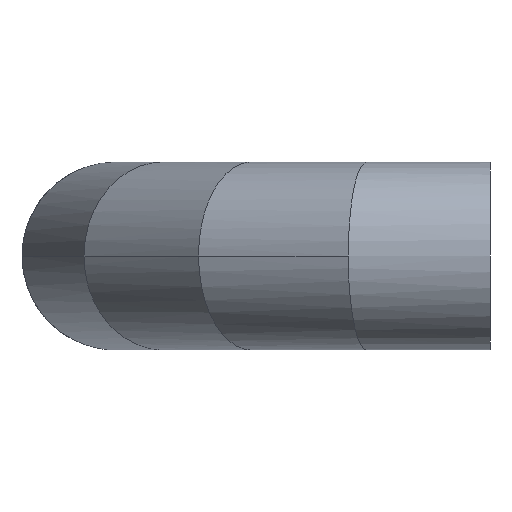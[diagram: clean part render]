
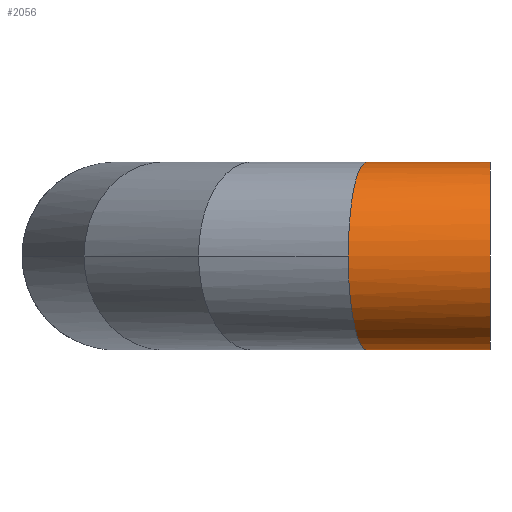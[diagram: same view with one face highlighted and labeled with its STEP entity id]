
A CAD part, left-side view. The second image highlights one B-rep face of the part: STEP entity #2056.
In plain terms, the highlighted cylindrical face has radius 80.01 mm (diameter 160.02 mm), a partial arc.
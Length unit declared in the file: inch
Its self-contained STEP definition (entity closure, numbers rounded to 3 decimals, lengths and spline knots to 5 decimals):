
#159 = ORIENTED_EDGE ( 'NONE', *, *, #2203, .F. ) ;
#165 = VERTEX_POINT ( 'NONE', #3156 ) ;
#360 = VERTEX_POINT ( 'NONE', #4635 ) ;
#399 = EDGE_CURVE ( 'NONE', #2841, #453, #3832, .T. ) ;
#453 = VERTEX_POINT ( 'NONE', #4101 ) ;
#582 = CARTESIAN_POINT ( 'NONE',  ( 0., 0., 0. ) ) ;
#596 = DIRECTION ( 'NONE',  ( 0., 1., 0. ) ) ;
#634 = DIRECTION ( 'NONE',  ( 0., 0., 1. ) ) ;
#920 = LINE ( 'NONE', #2393, #3701 ) ;
#1416 = CARTESIAN_POINT ( 'NONE',  ( 0., 4.125, 3.15 ) ) ;
#1603 = FACE_OUTER_BOUND ( 'NONE', #3104, .T. ) ;
#1693 = VERTEX_POINT ( 'NONE', #1416 ) ;
#1916 = EDGE_CURVE ( 'NONE', #165, #360, #3367, .T. ) ;
#1961 = AXIS2_PLACEMENT_3D ( 'NONE', #4657, #4674, #4711 ) ;
#1998 = CARTESIAN_POINT ( 'NONE',  ( 0., 13.03455, -3.15 ) ) ;
#2056 = ADVANCED_FACE ( 'NONE', ( #1603 ), #2468, .T. ) ;
#2120 = EDGE_CURVE ( 'NONE', #453, #1693, #3094, .T. ) ;
#2170 = DIRECTION ( 'NONE',  ( 0., -1., 0. ) ) ;
#2192 = EDGE_CURVE ( 'NONE', #2841, #165, #3806, .T. ) ;
#2194 = CARTESIAN_POINT ( 'NONE',  ( -3.15, 4.75157, -1.84523 ) ) ;
#2203 = EDGE_CURVE ( 'NONE', #1693, #360, #920, .T. ) ;
#2266 = DIRECTION ( 'NONE',  ( 0., -1., 0. ) ) ;
#2393 = CARTESIAN_POINT ( 'NONE',  ( 0., 13.03455, 3.15 ) ) ;
#2468 = CYLINDRICAL_SURFACE ( 'NONE', #1961, 3.15 ) ;
#2505 = ORIENTED_EDGE ( 'NONE', *, *, #1916, .T. ) ;
#2528 = CARTESIAN_POINT ( 'NONE',  ( 0., 4.125, 3.15 ) ) ;
#2543 = CARTESIAN_POINT ( 'NONE',  ( -1.84523, 4.49204, 3.15 ) ) ;
#2572 = CARTESIAN_POINT ( 'NONE',  ( -3.15, 4.75157, 1.84523 ) ) ;
#2670 = ORIENTED_EDGE ( 'NONE', *, *, #2192, .T. ) ;
#2719 = ORIENTED_EDGE ( 'NONE', *, *, #399, .F. ) ;
#2784 = ORIENTED_EDGE ( 'NONE', *, *, #2120, .F. ) ;
#2841 = VERTEX_POINT ( 'NONE', #3154 ) ;
#2918 = CARTESIAN_POINT ( 'NONE',  ( -3.15, 4.75157, 0. ) ) ;
#2925 = CARTESIAN_POINT ( 'NONE',  ( 0., 4.125, -3.15 ) ) ;
#2978 = VECTOR ( 'NONE', #2170, 39.37008 ) ;
#3094 =( BOUNDED_CURVE ( )  B_SPLINE_CURVE ( 3, ( #2918, #2572, #2543, #2528 ),
 .UNSPECIFIED., .F., .F. ) 
 B_SPLINE_CURVE_WITH_KNOTS ( ( 4, 4 ),
 ( 3.14159, 4.71239 ),
 .UNSPECIFIED. ) 
 CURVE ( )  GEOMETRIC_REPRESENTATION_ITEM ( )  RATIONAL_B_SPLINE_CURVE ( ( 1., 0.805, 0.805, 1. ) ) 
 REPRESENTATION_ITEM ( '' )  );
#3104 = EDGE_LOOP ( 'NONE', ( #159, #2784, #2719, #2670, #2505 ) ) ;
#3154 = CARTESIAN_POINT ( 'NONE',  ( 0., 4.125, -3.15 ) ) ;
#3156 = CARTESIAN_POINT ( 'NONE',  ( 0., 0., -3.15 ) ) ;
#3367 = CIRCLE ( 'NONE', #3753, 3.15 ) ;
#3701 = VECTOR ( 'NONE', #2266, 39.37008 ) ;
#3753 = AXIS2_PLACEMENT_3D ( 'NONE', #582, #596, #634 ) ;
#3806 = LINE ( 'NONE', #1998, #2978 ) ;
#3832 =( BOUNDED_CURVE ( )  B_SPLINE_CURVE ( 3, ( #2925, #3987, #2194, #4697 ),
 .UNSPECIFIED., .F., .F. ) 
 B_SPLINE_CURVE_WITH_KNOTS ( ( 4, 4 ),
 ( 1.5708, 3.14159 ),
 .UNSPECIFIED. ) 
 CURVE ( )  GEOMETRIC_REPRESENTATION_ITEM ( )  RATIONAL_B_SPLINE_CURVE ( ( 1., 0.805, 0.805, 1. ) ) 
 REPRESENTATION_ITEM ( '' )  );
#3987 = CARTESIAN_POINT ( 'NONE',  ( -1.84523, 4.49204, -3.15 ) ) ;
#4101 = CARTESIAN_POINT ( 'NONE',  ( -3.15, 4.75157, 0. ) ) ;
#4635 = CARTESIAN_POINT ( 'NONE',  ( 0., 0., 3.15 ) ) ;
#4657 = CARTESIAN_POINT ( 'NONE',  ( 0., 13.03455, 0. ) ) ;
#4674 = DIRECTION ( 'NONE',  ( 0., -1., 0. ) ) ;
#4697 = CARTESIAN_POINT ( 'NONE',  ( -3.15, 4.75157, 0. ) ) ;
#4711 = DIRECTION ( 'NONE',  ( 0., 0., -1. ) ) ;
